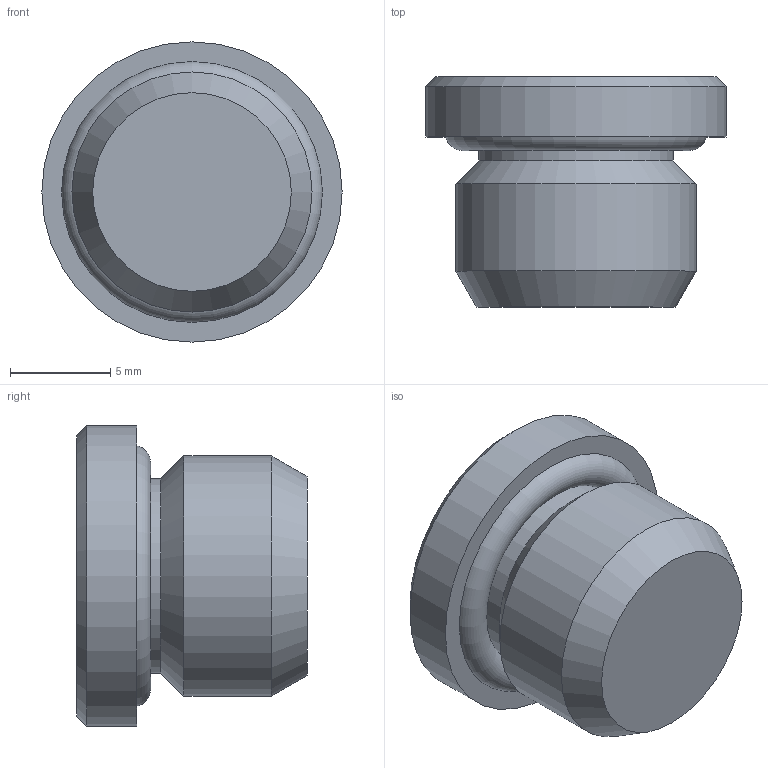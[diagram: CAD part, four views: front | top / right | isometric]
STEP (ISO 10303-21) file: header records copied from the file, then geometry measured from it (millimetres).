
FILE_DESCRIPTION(( 'RAF.46.00.M12X1.5.stp' ), '1');
FILE_NAME( 'RAF.46.00.M12X1.5.stp', '2021-02-19T15:58:13',( 'Sopra'),('sopra-pneumatic.com'), 'SwSTEP 2.0','SolidWorks 2009','' );
FILE_SCHEMA( ( 'CONFIG_CONTROL_DESIGN' ) );
Length unit declared in the file: millimetre
Products named in the file (1): Rivoluzione1
Bounding box: 15 x 11.5 x 15 mm (x, y, z)
Volume: 1177.7 mm3; surface area: 965.2 mm2
Topology: 1 solids, 1 shells, 31 faces, 80 edges, 52 vertices
Faces by surface type: plane 21, cone 5, cylinder 4, torus 1
Full cylindrical faces by diameter (mm): 6.15 x1, 9.7 x1, 12 x1, 15 x1
Entity records: 964 total; most frequent: CARTESIAN_POINT 235, DIRECTION 140, ORIENTED_EDGE 130, EDGE_CURVE 65, AXIS2_PLACEMENT_3D 55, VERTEX_POINT 48, EDGE_LOOP 42, FACE_OUTER_BOUND 36
